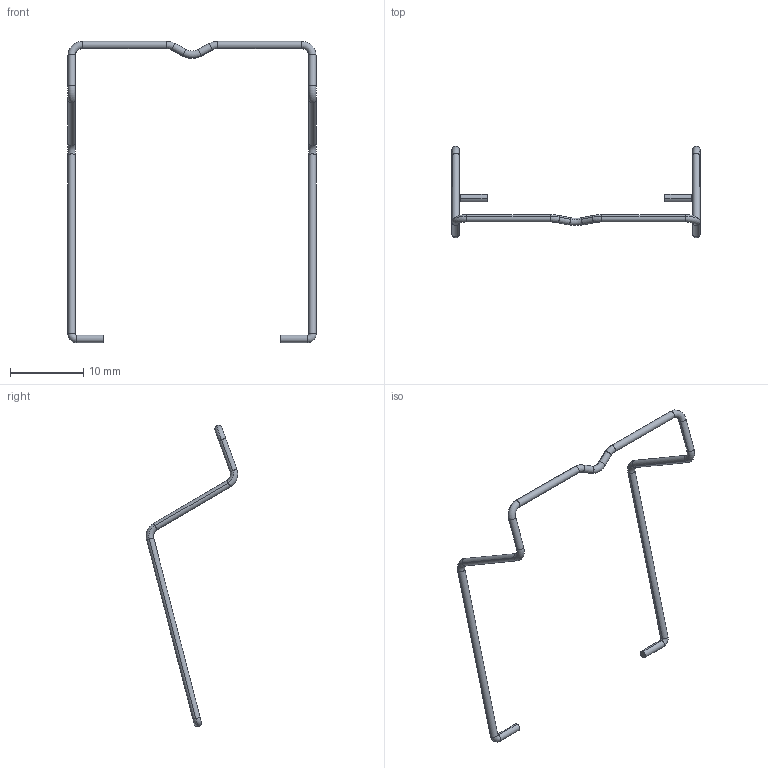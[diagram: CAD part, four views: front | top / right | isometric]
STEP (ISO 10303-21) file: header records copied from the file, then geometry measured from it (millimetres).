
FILE_DESCRIPTION(('CATIA V5R19 STEP'),'2;1');
FILE_NAME ('6861058_2_7760056234_S3D_SLD_CLIP_3CO_M.stp','2015-02-02T07:32:42+00:00',('none'),('Weidmueller'),'CATIA Version 5 Release 20 SP 5 (IN-10)','CATIA V5 STEP AP214','none');
FILE_SCHEMA(('AUTOMOTIVE_DESIGN { 1 0 10303 214 1 1 1 1 }'));
Length unit declared in the file: millimetre
Products named in the file (1): S3D_SLD_CLIP_3CO_M
Bounding box: 33.8 x 12.48 x 41.03 mm (x, y, z)
Volume: 106.2 mm3; surface area: 426.4 mm2
Topology: 1 solids, 1 shells, 48 faces, 94 edges, 48 vertices
Faces by surface type: cylinder 24, torus 22, plane 2
Entity records: 1386 total; most frequent: ORIENTED_EDGE 188, CARTESIAN_POINT 167, DIRECTION 142, AXIS2_PLACEMENT_3D 95, EDGE_CURVE 94, CIRCLE 70, PRESENTATION_STYLE_ASSIGNMENT 49, SURFACE_STYLE_USAGE 49
